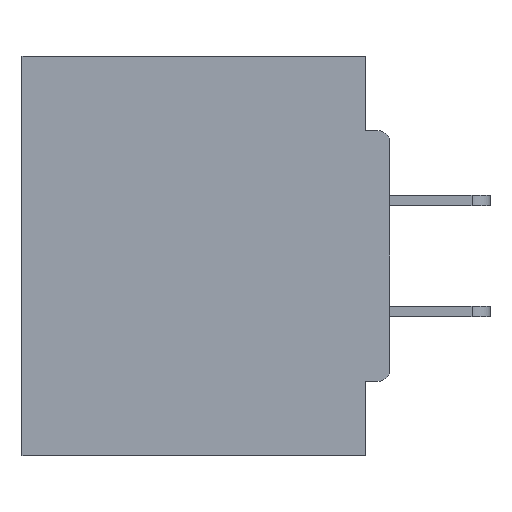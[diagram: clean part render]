
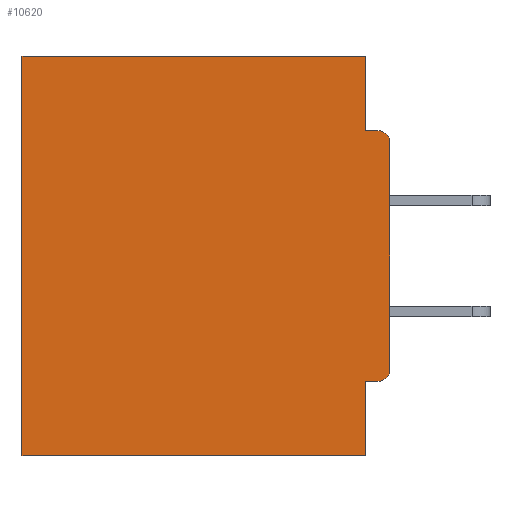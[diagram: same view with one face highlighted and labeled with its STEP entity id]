
A CAD part, left-side view. The second image highlights one B-rep face of the part: STEP entity #10620.
In plain terms, the highlighted planar face has unit normal (-1, 0, 0).
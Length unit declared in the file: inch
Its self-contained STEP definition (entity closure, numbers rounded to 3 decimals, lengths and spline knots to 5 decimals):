
#153 = CARTESIAN_POINT ( 'NONE',  ( 0.298, 0.031, -0.5 ) ) ;
#468 = CARTESIAN_POINT ( 'NONE',  ( 0.298, 0., 0. ) ) ;
#1866 = EDGE_CURVE ( 'NONE', #13718, #30409, #8663, .T. ) ;
#1868 = LINE ( 'NONE', #30834, #6565 ) ;
#2045 = LINE ( 'NONE', #24020, #20451 ) ;
#2974 = EDGE_CURVE ( 'NONE', #23434, #25423, #4290, .T. ) ;
#3555 = CARTESIAN_POINT ( 'NONE',  ( 0.298, 0.015, -0.4065 ) ) ;
#3828 = CARTESIAN_POINT ( 'NONE',  ( 0.298, 0.031, -0.5 ) ) ;
#3899 = ORIENTED_EDGE ( 'NONE', *, *, #16215, .T. ) ;
#4106 = CIRCLE ( 'NONE', #20377, 0.015 ) ;
#4290 = LINE ( 'NONE', #3828, #25750 ) ;
#4955 = ORIENTED_EDGE ( 'NONE', *, *, #21578, .T. ) ;
#5065 = EDGE_CURVE ( 'NONE', #23434, #8407, #17788, .T. ) ;
#5375 = VECTOR ( 'NONE', #21345, 39.37008 ) ;
#5503 = CARTESIAN_POINT ( 'NONE',  ( 0.298, 0.031, -0.5 ) ) ;
#5777 = DIRECTION ( 'NONE',  ( 0., 1., 0. ) ) ;
#6565 = VECTOR ( 'NONE', #11751, 39.37008 ) ;
#6585 = FACE_OUTER_BOUND ( 'NONE', #16228, .T. ) ;
#7232 = LINE ( 'NONE', #5503, #26158 ) ;
#7797 = CARTESIAN_POINT ( 'NONE',  ( 0.298, 0., -0.4065 ) ) ;
#8407 = VERTEX_POINT ( 'NONE', #14156 ) ;
#8663 = LINE ( 'NONE', #7797, #15920 ) ;
#9331 = VERTEX_POINT ( 'NONE', #24936 ) ;
#9621 = DIRECTION ( 'NONE',  ( 0., 0., -1. ) ) ;
#10041 = EDGE_CURVE ( 'NONE', #30512, #27219, #14346, .T. ) ;
#10379 = DIRECTION ( 'NONE',  ( 0., 0., -1. ) ) ;
#10387 = LINE ( 'NONE', #19389, #14163 ) ;
#10424 = CIRCLE ( 'NONE', #23044, 0.015 ) ;
#10620 = ADVANCED_FACE ( 'NONE', ( #6585 ), #24709, .F. ) ;
#11721 = EDGE_CURVE ( 'NONE', #30512, #9331, #10424, .T. ) ;
#11751 = DIRECTION ( 'NONE',  ( 0., -1., 0. ) ) ;
#13050 = CARTESIAN_POINT ( 'NONE',  ( 0.298, 0., -0.3915 ) ) ;
#13718 = VERTEX_POINT ( 'NONE', #3555 ) ;
#13907 = DIRECTION ( 'NONE',  ( 0., 1., 0. ) ) ;
#14141 = DIRECTION ( 'NONE',  ( -1., 0., 0. ) ) ;
#14156 = CARTESIAN_POINT ( 'NONE',  ( 0.298, 0.46, 0. ) ) ;
#14163 = VECTOR ( 'NONE', #5777, 39.37008 ) ;
#14346 = LINE ( 'NONE', #468, #5375 ) ;
#15617 = ORIENTED_EDGE ( 'NONE', *, *, #27696, .F. ) ;
#15802 = ORIENTED_EDGE ( 'NONE', *, *, #11721, .T. ) ;
#15920 = VECTOR ( 'NONE', #24140, 39.37008 ) ;
#16215 = EDGE_CURVE ( 'NONE', #8407, #25450, #2045, .T. ) ;
#16228 = EDGE_LOOP ( 'NONE', ( #15802, #15617, #29400, #28941, #3899, #24726, #17316, #18641, #4955, #32676 ) ) ;
#17062 = CARTESIAN_POINT ( 'NONE',  ( 0.298, 0., 0. ) ) ;
#17316 = ORIENTED_EDGE ( 'NONE', *, *, #31076, .F. ) ;
#17440 = DIRECTION ( 'NONE',  ( -1., 0., 0. ) ) ;
#17788 = LINE ( 'NONE', #19379, #20751 ) ;
#18065 = VERTEX_POINT ( 'NONE', #153 ) ;
#18641 = ORIENTED_EDGE ( 'NONE', *, *, #1866, .F. ) ;
#18993 = DIRECTION ( 'NONE',  ( 0., 0., -1. ) ) ;
#19379 = CARTESIAN_POINT ( 'NONE',  ( 0.298, 0., 0. ) ) ;
#19389 = CARTESIAN_POINT ( 'NONE',  ( 0.298, 0., -0.5 ) ) ;
#20377 = AXIS2_PLACEMENT_3D ( 'NONE', #34022, #17440, #9621 ) ;
#20451 = VECTOR ( 'NONE', #10379, 39.37008 ) ;
#20751 = VECTOR ( 'NONE', #13907, 39.37008 ) ;
#21345 = DIRECTION ( 'NONE',  ( 0., 0., -1. ) ) ;
#21578 = EDGE_CURVE ( 'NONE', #13718, #27219, #4106, .T. ) ;
#23044 = AXIS2_PLACEMENT_3D ( 'NONE', #33216, #14141, #24772 ) ;
#23243 = AXIS2_PLACEMENT_3D ( 'NONE', #17062, #24591, #18993 ) ;
#23434 = VERTEX_POINT ( 'NONE', #32786 ) ;
#23556 = CARTESIAN_POINT ( 'NONE',  ( 0.298, 0.031, -0.4065 ) ) ;
#24020 = CARTESIAN_POINT ( 'NONE',  ( 0.298, 0.46, 0. ) ) ;
#24140 = DIRECTION ( 'NONE',  ( 0., 1., 0. ) ) ;
#24591 = DIRECTION ( 'NONE',  ( 1., 0., 0. ) ) ;
#24709 = PLANE ( 'NONE',  #23243 ) ;
#24726 = ORIENTED_EDGE ( 'NONE', *, *, #34245, .F. ) ;
#24772 = DIRECTION ( 'NONE',  ( 0., 0., -1. ) ) ;
#24936 = CARTESIAN_POINT ( 'NONE',  ( 0.298, 0.015, -0.0935 ) ) ;
#25423 = VERTEX_POINT ( 'NONE', #32657 ) ;
#25450 = VERTEX_POINT ( 'NONE', #35257 ) ;
#25750 = VECTOR ( 'NONE', #28657, 39.37008 ) ;
#26158 = VECTOR ( 'NONE', #33161, 39.37008 ) ;
#27219 = VERTEX_POINT ( 'NONE', #13050 ) ;
#27696 = EDGE_CURVE ( 'NONE', #25423, #9331, #1868, .T. ) ;
#28657 = DIRECTION ( 'NONE',  ( 0., 0., -1. ) ) ;
#28941 = ORIENTED_EDGE ( 'NONE', *, *, #5065, .T. ) ;
#29400 = ORIENTED_EDGE ( 'NONE', *, *, #2974, .F. ) ;
#30409 = VERTEX_POINT ( 'NONE', #23556 ) ;
#30512 = VERTEX_POINT ( 'NONE', #31834 ) ;
#30834 = CARTESIAN_POINT ( 'NONE',  ( 0.298, 0., -0.0935 ) ) ;
#31076 = EDGE_CURVE ( 'NONE', #30409, #18065, #7232, .T. ) ;
#31834 = CARTESIAN_POINT ( 'NONE',  ( 0.298, 0., -0.1085 ) ) ;
#32657 = CARTESIAN_POINT ( 'NONE',  ( 0.298, 0.031, -0.0935 ) ) ;
#32676 = ORIENTED_EDGE ( 'NONE', *, *, #10041, .F. ) ;
#32786 = CARTESIAN_POINT ( 'NONE',  ( 0.298, 0.031, 0. ) ) ;
#33161 = DIRECTION ( 'NONE',  ( 0., 0., -1. ) ) ;
#33216 = CARTESIAN_POINT ( 'NONE',  ( 0.298, 0.015, -0.1085 ) ) ;
#34022 = CARTESIAN_POINT ( 'NONE',  ( 0.298, 0.015, -0.3915 ) ) ;
#34245 = EDGE_CURVE ( 'NONE', #18065, #25450, #10387, .T. ) ;
#35257 = CARTESIAN_POINT ( 'NONE',  ( 0.298, 0.46, -0.5 ) ) ;
